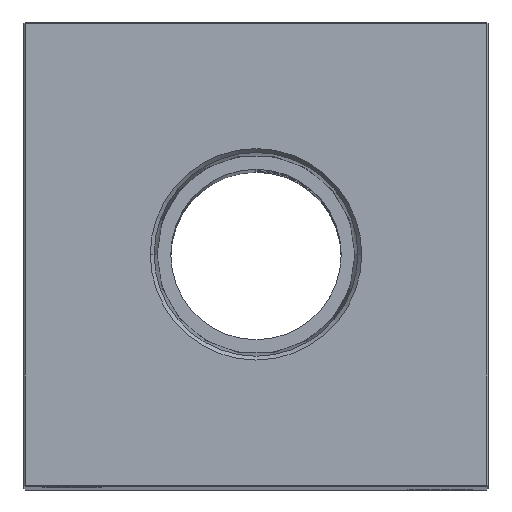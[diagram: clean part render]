
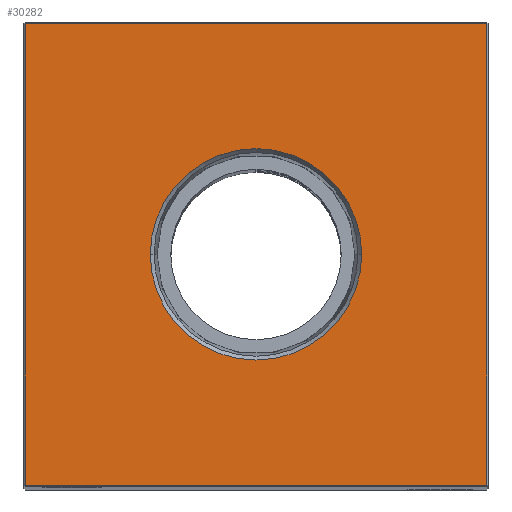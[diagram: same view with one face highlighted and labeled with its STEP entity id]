
A CAD part, top view. The second image highlights one B-rep face of the part: STEP entity #30282.
In plain terms, the highlighted planar face has unit normal (0, 0, 1).
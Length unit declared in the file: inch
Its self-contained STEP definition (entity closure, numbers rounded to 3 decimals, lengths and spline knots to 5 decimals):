
#2 = DIRECTION ( 'NONE',  ( 1., 0., 0. ) ) ;
#300 = CIRCLE ( 'NONE', #18812, 0.68248 ) ;
#1007 = AXIS2_PLACEMENT_3D ( 'NONE', #30936, #8308, #18411 ) ;
#2556 = CARTESIAN_POINT ( 'NONE',  ( -1.49, -1.49, 12.25 ) ) ;
#3876 = VERTEX_POINT ( 'NONE', #2556 ) ;
#4619 = CARTESIAN_POINT ( 'NONE',  ( 1.49, -1.49, 12.25 ) ) ;
#4917 = ORIENTED_EDGE ( 'NONE', *, *, #19236, .T. ) ;
#5323 = FACE_BOUND ( 'NONE', #10297, .T. ) ;
#5656 = DIRECTION ( 'NONE',  ( -1., 0., 0. ) ) ;
#5965 = DIRECTION ( 'NONE',  ( 1., 0., 0. ) ) ;
#7453 = LINE ( 'NONE', #17543, #31622 ) ;
#8308 = DIRECTION ( 'NONE',  ( 0., 0., 1. ) ) ;
#8433 = DIRECTION ( 'NONE',  ( 0., -1., 0. ) ) ;
#8892 = EDGE_CURVE ( 'NONE', #28952, #3876, #20518, .T. ) ;
#9033 = CARTESIAN_POINT ( 'NONE',  ( 0., 1.49, 12.25 ) ) ;
#9707 = ORIENTED_EDGE ( 'NONE', *, *, #32526, .T. ) ;
#9741 = VECTOR ( 'NONE', #2, 39.37008 ) ;
#10297 = EDGE_LOOP ( 'NONE', ( #28176, #25841 ) ) ;
#10430 = CARTESIAN_POINT ( 'NONE',  ( 1.49, 1.49, 12.25 ) ) ;
#11351 = VECTOR ( 'NONE', #19120, 39.37008 ) ;
#11410 = VECTOR ( 'NONE', #8433, 39.37008 ) ;
#11749 = VERTEX_POINT ( 'NONE', #30597 ) ;
#12039 = ORIENTED_EDGE ( 'NONE', *, *, #8892, .T. ) ;
#12597 = LINE ( 'NONE', #22644, #9741 ) ;
#12686 = ORIENTED_EDGE ( 'NONE', *, *, #17064, .T. ) ;
#15281 = CIRCLE ( 'NONE', #1007, 0.68248 ) ;
#15411 = PLANE ( 'NONE',  #22279 ) ;
#16913 = EDGE_CURVE ( 'NONE', #11749, #26850, #300, .T. ) ;
#17064 = EDGE_CURVE ( 'NONE', #19293, #28952, #31688, .T. ) ;
#17543 = CARTESIAN_POINT ( 'NONE',  ( 1.49, 0., 12.25 ) ) ;
#18233 = CARTESIAN_POINT ( 'NONE',  ( 0., 0., 12.25 ) ) ;
#18411 = DIRECTION ( 'NONE',  ( 1., 0., 0. ) ) ;
#18535 = CARTESIAN_POINT ( 'NONE',  ( 0., 0., 12.25 ) ) ;
#18812 = AXIS2_PLACEMENT_3D ( 'NONE', #18535, #28550, #5965 ) ;
#19120 = DIRECTION ( 'NONE',  ( -1., 0., 0. ) ) ;
#19236 = EDGE_CURVE ( 'NONE', #25631, #19293, #7453, .T. ) ;
#19293 = VERTEX_POINT ( 'NONE', #10430 ) ;
#20325 = FACE_OUTER_BOUND ( 'NONE', #30151, .T. ) ;
#20518 = LINE ( 'NONE', #30600, #11410 ) ;
#22279 = AXIS2_PLACEMENT_3D ( 'NONE', #18233, #28238, #5656 ) ;
#22644 = CARTESIAN_POINT ( 'NONE',  ( 0., -1.49, 12.25 ) ) ;
#22812 = EDGE_CURVE ( 'NONE', #26850, #11749, #15281, .T. ) ;
#23488 = CARTESIAN_POINT ( 'NONE',  ( -1.49, 1.49, 12.25 ) ) ;
#23665 = CARTESIAN_POINT ( 'NONE',  ( 0.68248, 0., 12.25 ) ) ;
#25631 = VERTEX_POINT ( 'NONE', #4619 ) ;
#25841 = ORIENTED_EDGE ( 'NONE', *, *, #16913, .F. ) ;
#26850 = VERTEX_POINT ( 'NONE', #23665 ) ;
#27565 = DIRECTION ( 'NONE',  ( 0., 1., 0. ) ) ;
#28176 = ORIENTED_EDGE ( 'NONE', *, *, #22812, .F. ) ;
#28238 = DIRECTION ( 'NONE',  ( 0., 0., -1. ) ) ;
#28550 = DIRECTION ( 'NONE',  ( 0., 0., 1. ) ) ;
#28952 = VERTEX_POINT ( 'NONE', #23488 ) ;
#30151 = EDGE_LOOP ( 'NONE', ( #12039, #9707, #4917, #12686 ) ) ;
#30282 = ADVANCED_FACE ( 'NONE', ( #20325, #5323 ), #15411, .F. ) ;
#30597 = CARTESIAN_POINT ( 'NONE',  ( -0.68248, 0., 12.25 ) ) ;
#30600 = CARTESIAN_POINT ( 'NONE',  ( -1.49, 0., 12.25 ) ) ;
#30936 = CARTESIAN_POINT ( 'NONE',  ( 0., 0., 12.25 ) ) ;
#31622 = VECTOR ( 'NONE', #27565, 39.37008 ) ;
#31688 = LINE ( 'NONE', #9033, #11351 ) ;
#32526 = EDGE_CURVE ( 'NONE', #3876, #25631, #12597, .T. ) ;
